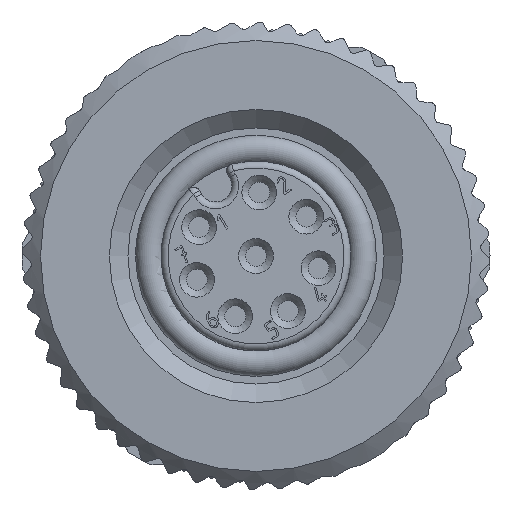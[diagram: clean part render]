
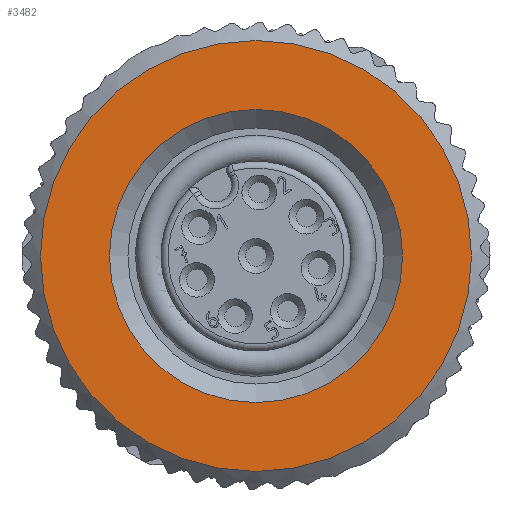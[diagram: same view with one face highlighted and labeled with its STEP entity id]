
A CAD part, left-side view. The second image highlights one B-rep face of the part: STEP entity #3482.
In plain terms, the highlighted planar face has unit normal (-1, 0, 0).
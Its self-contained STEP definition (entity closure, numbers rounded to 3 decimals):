
#3482=ADVANCED_FACE('',(#4542,#4543),#4151,.T.);
#4151=PLANE('',#12865);
#4542=FACE_BOUND('',#4694,.T.);
#4543=FACE_BOUND('',#4695,.T.);
#4694=EDGE_LOOP('',(#5912));
#4695=EDGE_LOOP('',(#5913));
#5912=ORIENTED_EDGE('',*,*,#10883,.T.);
#5913=ORIENTED_EDGE('',*,*,#10649,.T.);
#9382=VERTEX_POINT('',#19294);
#9600=VERTEX_POINT('',#19800);
#10649=EDGE_CURVE('',#9382,#9382,#12299,.T.);
#10883=EDGE_CURVE('',#9600,#9600,#12407,.T.);
#12299=CIRCLE('',#12738,9.3);
#12407=CIRCLE('',#12864,6.325);
#12738=AXIS2_PLACEMENT_3D('',#19293,#13867,#13868);
#12864=AXIS2_PLACEMENT_3D('',#19799,#14233,#14234);
#12865=AXIS2_PLACEMENT_3D('',#19801,#14235,#14236);
#13867=DIRECTION('',(-1.,0.,0.));
#13868=DIRECTION('',(0.,0.5,0.866));
#14233=DIRECTION('',(1.,0.,0.));
#14234=DIRECTION('',(0.,0.5,0.866));
#14235=DIRECTION('',(-1.,0.,0.));
#14236=DIRECTION('',(0.,-0.5,-0.866));
#19293=CARTESIAN_POINT('',(-13.15,-0.006,-0.013));
#19294=CARTESIAN_POINT('',(-13.15,4.644,8.041));
#19799=CARTESIAN_POINT('',(-13.15,-0.006,-0.013));
#19800=CARTESIAN_POINT('',(-13.15,3.156,5.464));
#19801=CARTESIAN_POINT('',(-13.15,-0.006,-0.013));
